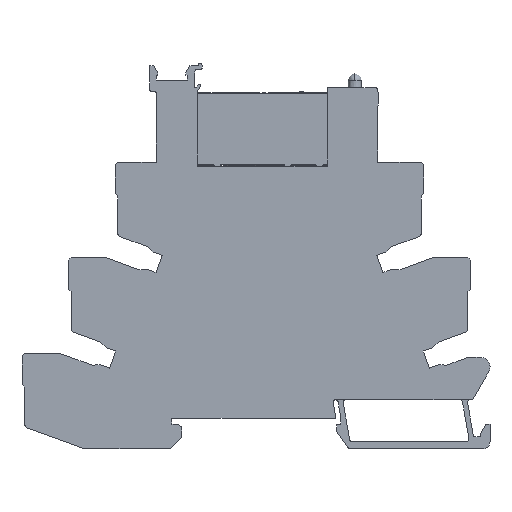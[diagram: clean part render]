
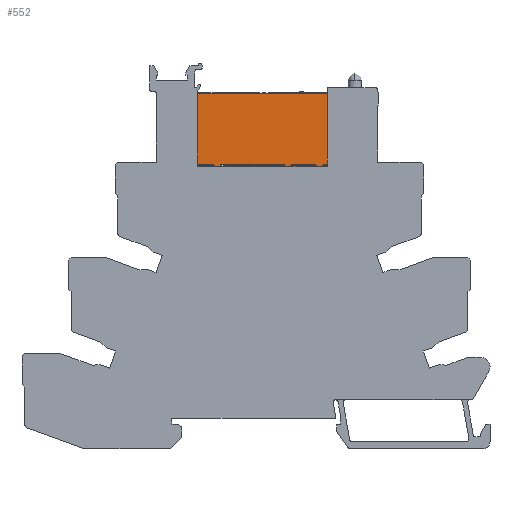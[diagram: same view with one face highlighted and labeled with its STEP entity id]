
A CAD part, left-side view. The second image highlights one B-rep face of the part: STEP entity #552.
In plain terms, the highlighted planar face has unit normal (-1, 0, 0).
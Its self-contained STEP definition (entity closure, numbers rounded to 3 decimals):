
#552=ADVANCED_FACE('',(#1563),#1564,.T.);
#1563=FACE_OUTER_BOUND('',#2580,.T.);
#1564=PLANE('',#2581);
#2580=EDGE_LOOP('',(#6607,#6608,#6609,#6610,#6611,#6612,#6613,#6614,#6615,#6616,#6617,#6618,#6619,#6620,#6621,#6622));
#2581=AXIS2_PLACEMENT_3D('',#6623,#6624,#6625);
#6607=ORIENTED_EDGE('',*,*,#8167,.F.);
#6608=ORIENTED_EDGE('',*,*,#8165,.T.);
#6609=ORIENTED_EDGE('',*,*,#8162,.T.);
#6610=ORIENTED_EDGE('',*,*,#8159,.T.);
#6611=ORIENTED_EDGE('',*,*,#8168,.T.);
#6612=ORIENTED_EDGE('',*,*,#8155,.T.);
#6613=ORIENTED_EDGE('',*,*,#8152,.T.);
#6614=ORIENTED_EDGE('',*,*,#8149,.T.);
#6615=ORIENTED_EDGE('',*,*,#8169,.T.);
#6616=ORIENTED_EDGE('',*,*,#8145,.T.);
#6617=ORIENTED_EDGE('',*,*,#8142,.T.);
#6618=ORIENTED_EDGE('',*,*,#8139,.T.);
#6619=ORIENTED_EDGE('',*,*,#8170,.T.);
#6620=ORIENTED_EDGE('',*,*,#8171,.F.);
#6621=ORIENTED_EDGE('',*,*,#8172,.T.);
#6622=ORIENTED_EDGE('',*,*,#8173,.F.);
#6623=CARTESIAN_POINT('',(-2.485,-33.81,58.694));
#6624=DIRECTION('',(-1.0,0.,0.));
#6625=DIRECTION('',(0.,0.,1.0));
#8139=EDGE_CURVE('',#10380,#10378,#10381,.T.);
#8142=EDGE_CURVE('',#10385,#10380,#10386,.T.);
#8145=EDGE_CURVE('',#10390,#10385,#10391,.T.);
#8149=EDGE_CURVE('',#10398,#10396,#10399,.T.);
#8152=EDGE_CURVE('',#10403,#10398,#10404,.T.);
#8155=EDGE_CURVE('',#10408,#10403,#10409,.T.);
#8159=EDGE_CURVE('',#10416,#10414,#10417,.T.);
#8162=EDGE_CURVE('',#10421,#10416,#10422,.T.);
#8165=EDGE_CURVE('',#10426,#10421,#10427,.T.);
#8167=EDGE_CURVE('',#10426,#10429,#10430,.T.);
#8168=EDGE_CURVE('',#10414,#10408,#10431,.T.);
#8169=EDGE_CURVE('',#10396,#10390,#10432,.T.);
#8170=EDGE_CURVE('',#10378,#10433,#10434,.T.);
#8171=EDGE_CURVE('',#10435,#10433,#10436,.T.);
#8172=EDGE_CURVE('',#10435,#10437,#10438,.T.);
#8173=EDGE_CURVE('',#10429,#10437,#10439,.T.);
#10378=VERTEX_POINT('',#14302);
#10380=VERTEX_POINT('',#14305);
#10381=LINE('',#14306,#14307);
#10385=VERTEX_POINT('',#14313);
#10386=LINE('',#14314,#14315);
#10390=VERTEX_POINT('',#14321);
#10391=LINE('',#14322,#14323);
#10396=VERTEX_POINT('',#14330);
#10398=VERTEX_POINT('',#14333);
#10399=LINE('',#14334,#14335);
#10403=VERTEX_POINT('',#14341);
#10404=LINE('',#14342,#14343);
#10408=VERTEX_POINT('',#14349);
#10409=LINE('',#14350,#14351);
#10414=VERTEX_POINT('',#14358);
#10416=VERTEX_POINT('',#14361);
#10417=LINE('',#14362,#14363);
#10421=VERTEX_POINT('',#14369);
#10422=LINE('',#14370,#14371);
#10426=VERTEX_POINT('',#14377);
#10427=LINE('',#14378,#14379);
#10429=VERTEX_POINT('',#14382);
#10430=LINE('',#14383,#14384);
#10431=LINE('',#14385,#14386);
#10432=LINE('',#14387,#14388);
#10433=VERTEX_POINT('',#14389);
#10434=LINE('',#14390,#14391);
#10435=VERTEX_POINT('',#14392);
#10436=LINE('',#14393,#14394);
#10437=VERTEX_POINT('',#14395);
#10438=LINE('',#14396,#14397);
#10439=LINE('',#14398,#14399);
#14302=CARTESIAN_POINT('',(-2.485,-30.85,51.91));
#14305=CARTESIAN_POINT('',(-2.485,-30.613,51.5));
#14306=CARTESIAN_POINT('',(-2.485,-32.63,54.992));
#14307=VECTOR('',#16380,1.0);
#14313=CARTESIAN_POINT('',(-2.485,-29.587,51.5));
#14314=CARTESIAN_POINT('',(-2.485,-31.955,51.5));
#14315=VECTOR('',#16383,1.0);
#14321=CARTESIAN_POINT('',(-2.485,-29.35,51.91));
#14322=CARTESIAN_POINT('',(-2.485,-28.498,53.386));
#14323=VECTOR('',#16386,1.0);
#14330=CARTESIAN_POINT('',(-2.485,-24.38,51.91));
#14333=CARTESIAN_POINT('',(-2.485,-24.143,51.5));
#14334=CARTESIAN_POINT('',(-2.485,-26.968,56.393));
#14335=VECTOR('',#16390,1.0);
#14341=CARTESIAN_POINT('',(-2.485,-23.117,51.5));
#14342=CARTESIAN_POINT('',(-2.485,-28.72,51.5));
#14343=VECTOR('',#16393,1.0);
#14349=CARTESIAN_POINT('',(-2.485,-22.88,51.91));
#14350=CARTESIAN_POINT('',(-2.485,-22.837,51.985));
#14351=VECTOR('',#16396,1.0);
#14358=CARTESIAN_POINT('',(-2.485,-9.98,51.91));
#14361=CARTESIAN_POINT('',(-2.485,-9.743,51.5));
#14362=CARTESIAN_POINT('',(-2.485,-14.368,59.511));
#14363=VECTOR('',#16400,1.);
#14369=CARTESIAN_POINT('',(-2.485,-8.717,51.5));
#14370=CARTESIAN_POINT('',(-2.485,-21.52,51.5));
#14371=VECTOR('',#16403,1.0);
#14377=CARTESIAN_POINT('',(-2.485,-8.48,51.91));
#14378=CARTESIAN_POINT('',(-2.485,-10.237,48.867));
#14379=VECTOR('',#16406,1.0);
#14382=CARTESIAN_POINT('',(-2.485,-4.83,51.91));
#14383=CARTESIAN_POINT('',(-2.485,-19.39,51.91));
#14384=VECTOR('',#16408,1.0);
#14385=CARTESIAN_POINT('',(-2.485,-25.12,51.91));
#14386=VECTOR('',#16409,1.0);
#14387=CARTESIAN_POINT('',(-2.485,-30.338,51.91));
#14388=VECTOR('',#16410,1.0);
#14389=CARTESIAN_POINT('',(-2.485,-32.79,51.91));
#14390=CARTESIAN_POINT('',(-2.485,-32.843,51.91));
#14391=VECTOR('',#16411,1.0);
#14392=CARTESIAN_POINT('',(-2.485,-32.79,66.22));
#14393=CARTESIAN_POINT('',(-2.485,-32.79,58.88));
#14394=VECTOR('',#16412,1.0);
#14395=CARTESIAN_POINT('',(-2.485,-4.83,66.22));
#14396=CARTESIAN_POINT('',(-2.485,-33.81,66.22));
#14397=VECTOR('',#16413,1.0);
#14398=CARTESIAN_POINT('',(-2.485,-4.83,58.88));
#14399=VECTOR('',#16414,1.0);
#16380=DIRECTION('',(0.,-0.5,0.866));
#16383=DIRECTION('',(0.,-1.0,0.));
#16386=DIRECTION('',(0.,-0.5,-0.866));
#16390=DIRECTION('',(0.,-0.5,0.866));
#16393=DIRECTION('',(0.,-1.0,0.));
#16396=DIRECTION('',(0.,-0.5,-0.866));
#16400=DIRECTION('',(0.,-0.5,0.866));
#16403=DIRECTION('',(0.,-1.0,0.));
#16406=DIRECTION('',(0.,-0.5,-0.866));
#16408=DIRECTION('',(0.,1.0,0.));
#16409=DIRECTION('',(0.,-1.0,0.));
#16410=DIRECTION('',(0.,-1.0,0.));
#16411=DIRECTION('',(0.,-1.0,0.));
#16412=DIRECTION('',(0.,0.,-1.0));
#16413=DIRECTION('',(0.,1.0,0.));
#16414=DIRECTION('',(0.,0.,1.0));
